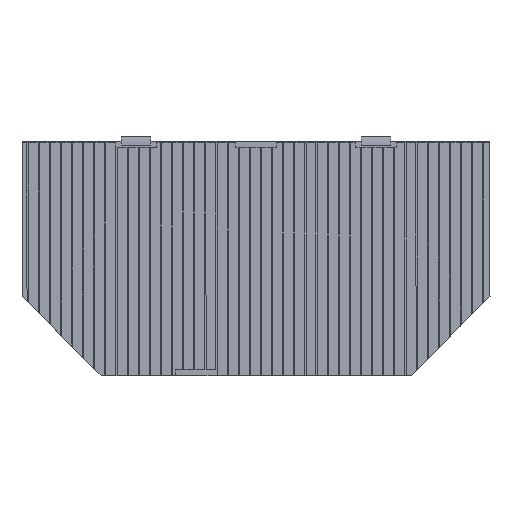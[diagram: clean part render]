
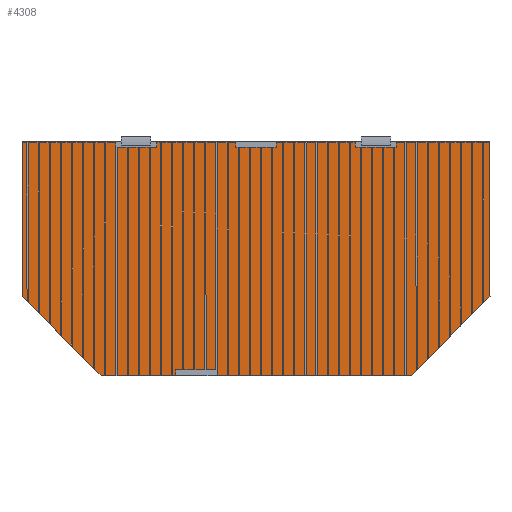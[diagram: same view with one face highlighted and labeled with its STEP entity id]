
A CAD part, top view. The second image highlights one B-rep face of the part: STEP entity #4308.
In plain terms, the highlighted planar face has unit normal (0, 0, 1).
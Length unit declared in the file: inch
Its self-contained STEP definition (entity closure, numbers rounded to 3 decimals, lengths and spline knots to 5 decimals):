
#46=FACE_OUTER_BOUND('',#270,.T.);
#270=EDGE_LOOP('',(#2816,#2817,#2818,#2819,#2820,#2821));
#500=LINE('',#5869,#1128);
#501=LINE('',#5871,#1129);
#502=LINE('',#5873,#1130);
#503=LINE('',#5875,#1131);
#504=LINE('',#5877,#1132);
#505=LINE('',#5878,#1133);
#1128=VECTOR('',#4775,2.08661);
#1129=VECTOR('',#4776,0.75165);
#1130=VECTOR('',#4777,1.04331);
#1131=VECTOR('',#4778,3.14961);
#1132=VECTOR('',#4779,1.04331);
#1133=VECTOR('',#4780,0.75165);
#1756=VERTEX_POINT('',#5867);
#1757=VERTEX_POINT('',#5868);
#1758=VERTEX_POINT('',#5870);
#1759=VERTEX_POINT('',#5872);
#1760=VERTEX_POINT('',#5874);
#1761=VERTEX_POINT('',#5876);
#2180=EDGE_CURVE('',#1756,#1757,#500,.T.);
#2181=EDGE_CURVE('',#1758,#1756,#501,.F.);
#2182=EDGE_CURVE('',#1759,#1758,#502,.T.);
#2183=EDGE_CURVE('',#1760,#1759,#503,.F.);
#2184=EDGE_CURVE('',#1761,#1760,#504,.F.);
#2185=EDGE_CURVE('',#1757,#1761,#505,.F.);
#2816=ORIENTED_EDGE('',*,*,#2180,.F.);
#2817=ORIENTED_EDGE('',*,*,#2181,.F.);
#2818=ORIENTED_EDGE('',*,*,#2182,.F.);
#2819=ORIENTED_EDGE('',*,*,#2183,.F.);
#2820=ORIENTED_EDGE('',*,*,#2184,.F.);
#2821=ORIENTED_EDGE('',*,*,#2185,.F.);
#4088=PLANE('',#4539);
#4308=ADVANCED_FACE('',(#46),#4088,.T.);
#4539=AXIS2_PLACEMENT_3D('',#5866,#4773,#4774);
#4773=DIRECTION('center_axis',(0.,0.,1.));
#4774=DIRECTION('ref_axis',(1.,0.,0.));
#4775=DIRECTION('',(-1.,0.,0.));
#4776=DIRECTION('',(0.707,0.707,0.));
#4777=DIRECTION('',(0.,-1.,0.));
#4778=DIRECTION('',(-1.,0.,0.));
#4779=DIRECTION('',(0.,-1.,0.));
#4780=DIRECTION('',(0.707,-0.707,0.));
#5866=CARTESIAN_POINT('Origin',(1.50128,0.01783,-0.00039));
#5867=CARTESIAN_POINT('',(2.54475,-0.83818,-0.00039));
#5868=CARTESIAN_POINT('',(0.45814,-0.83858,-0.00039));
#5869=CARTESIAN_POINT('',(2.54475,-0.83818,-0.00039));
#5870=CARTESIAN_POINT('',(3.07614,-0.30659,-0.00039));
#5871=CARTESIAN_POINT('',(2.54475,-0.83818,-0.00039));
#5872=CARTESIAN_POINT('',(3.07595,0.73672,-0.00039));
#5873=CARTESIAN_POINT('',(3.07595,0.73672,-0.00039));
#5874=CARTESIAN_POINT('',(-0.07366,0.73613,-0.00039));
#5875=CARTESIAN_POINT('',(3.07595,0.73672,-0.00039));
#5876=CARTESIAN_POINT('',(-0.07346,-0.30718,-0.00039));
#5877=CARTESIAN_POINT('',(-0.07366,0.73613,-0.00039));
#5878=CARTESIAN_POINT('',(-0.07346,-0.30718,-0.00039));
